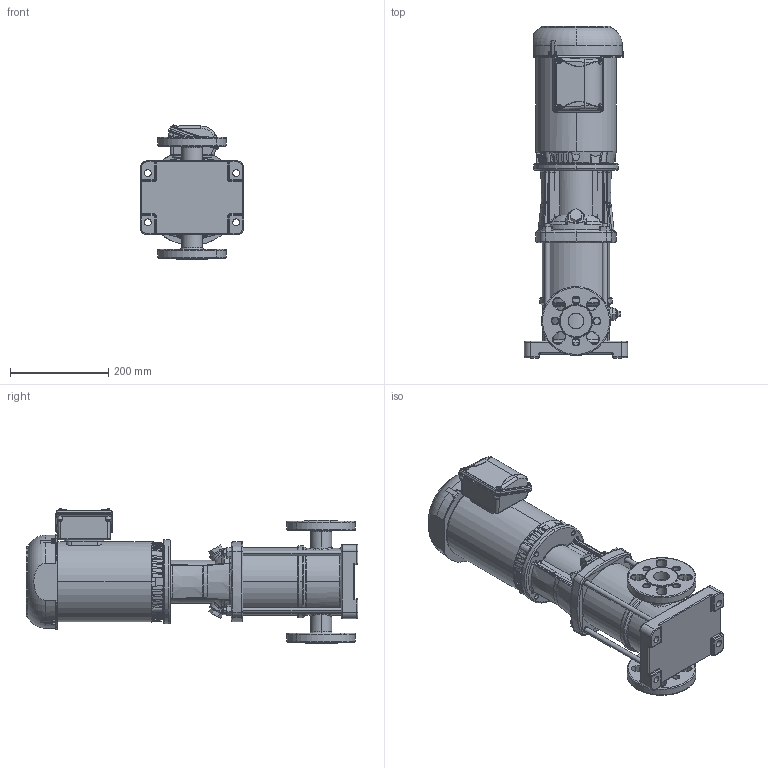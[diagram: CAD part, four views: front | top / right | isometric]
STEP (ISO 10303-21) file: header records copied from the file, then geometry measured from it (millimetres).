
FILE_DESCRIPTION (( 'STEP AP203' ), '1' );
FILE_NAME ('3303025 - MVI-15-8-1.5 HP-56C-304-E-208-230_460~3.step', '2022-03-30T16:14:29', ( '' ), ( '' ), 'SwSTEP 2.0', 'SolidWorks 2021', '' );
FILE_SCHEMA (( 'CONFIG_CONTROL_DESIGN' ));
Length unit declared in the file: inch
Products named in the file (5): TEFC MOTOR_2700088 - NEMA V2 1.5 HP 56C 208-230_460~3 TEFC; 3303025 - MVI-15-8-1.5 HP-56C-304-E-208-230_460~3; MVI PEO - [304-EPDM]_3304025 - MVI-15-8-1.5 HP-56C-304-E-S; sbi_n_3-8_flange(NEMA); 2700088 - NEMA V2 1.5 HP 56C 208-230_460~3 TEFC
Assembly tree (4 placements, depth 3):
  3303025 - MVI-15-8-1.5 HP-56C-304-E-208-230_460~3
    MVI PEO - [304-EPDM]_3304025 - MVI-15-8-1.5 HP-56C-304-E-S
      sbi_n_3-8_flange(NEMA)
    TEFC MOTOR_2700088 - NEMA V2 1.5 HP 56C 208-230_460~3 TEFC
      2700088 - NEMA V2 1.5 HP 56C 208-230_460~3 TEFC
Bounding box: 210 x 675.7 x 273.39 mm (x, y, z)
Volume: 13776610.3 mm3; surface area: 843301.2 mm2
Topology: 6 solids, 22 shells, 2144 faces, 5560 edges, 3509 vertices
Faces by surface type: plane 654, cylinder 568, bspline 499, cone 330, torus 85, sphere 8
Entity records: 107486 total; most frequent: CARTESIAN_POINT 60274, ORIENTED_EDGE 11042, DIRECTION 7931, EDGE_CURVE 5521, VERTEX_POINT 3507, AXIS2_PLACEMENT_3D 3097, EDGE_LOOP 2306, ADVANCED_FACE 2144
